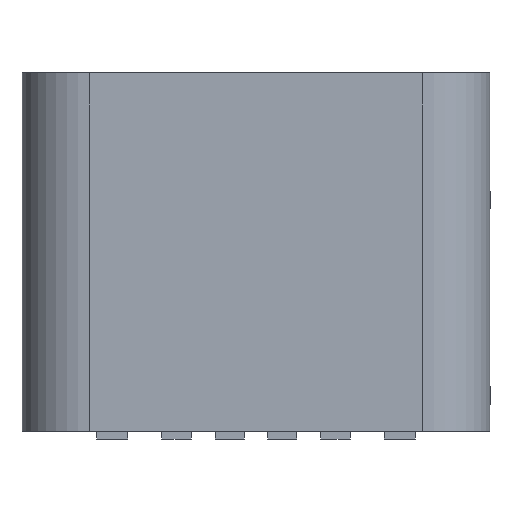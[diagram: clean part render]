
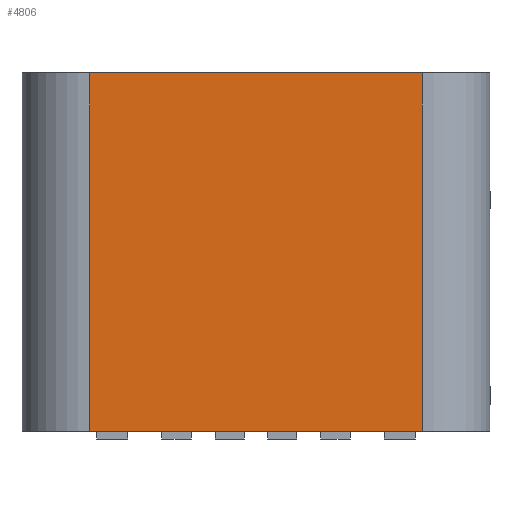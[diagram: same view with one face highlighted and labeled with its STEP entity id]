
A CAD part, front view. The second image highlights one B-rep face of the part: STEP entity #4806.
In plain terms, the highlighted planar face has unit normal (0, -1, 0).
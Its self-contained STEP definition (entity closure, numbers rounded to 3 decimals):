
#281 = DIRECTION ( 'NONE',  ( 0., 0., -1. ) ) ;
#347 = CARTESIAN_POINT ( 'NONE',  ( -3.175, -1.58, 0. ) ) ;
#447 = LINE ( 'NONE', #3888, #2632 ) ;
#547 = AXIS2_PLACEMENT_3D ( 'NONE', #711, #1942, #5289 ) ;
#711 = CARTESIAN_POINT ( 'NONE',  ( -4.475, -1.58, 0. ) ) ;
#767 = CARTESIAN_POINT ( 'NONE',  ( -3.175, -1.58, 0. ) ) ;
#963 = VECTOR ( 'NONE', #281, 1000. ) ;
#1051 = CARTESIAN_POINT ( 'NONE',  ( 3.175, -1.58, 0. ) ) ;
#1368 = ORIENTED_EDGE ( 'NONE', *, *, #2221, .T. ) ;
#1387 = LINE ( 'NONE', #4128, #963 ) ;
#1390 = EDGE_CURVE ( 'NONE', #2405, #2294, #1387, .T. ) ;
#1579 = VECTOR ( 'NONE', #6003, 1000. ) ;
#1826 = EDGE_LOOP ( 'NONE', ( #3324, #1368, #4899, #5770 ) ) ;
#1942 = DIRECTION ( 'NONE',  ( 0., -1., 0. ) ) ;
#2221 = EDGE_CURVE ( 'NONE', #3548, #6522, #2558, .T. ) ;
#2294 = VERTEX_POINT ( 'NONE', #5976 ) ;
#2405 = VERTEX_POINT ( 'NONE', #1051 ) ;
#2551 = PLANE ( 'NONE',  #547 ) ;
#2558 = LINE ( 'NONE', #347, #5013 ) ;
#2632 = VECTOR ( 'NONE', #5498, 1000. ) ;
#3324 = ORIENTED_EDGE ( 'NONE', *, *, #7220, .F. ) ;
#3548 = VERTEX_POINT ( 'NONE', #767 ) ;
#3888 = CARTESIAN_POINT ( 'NONE',  ( -3.175, -1.58, -6.85 ) ) ;
#3996 = EDGE_CURVE ( 'NONE', #6522, #2294, #447, .T. ) ;
#4128 = CARTESIAN_POINT ( 'NONE',  ( 3.175, -1.58, 0. ) ) ;
#4806 = ADVANCED_FACE ( 'NONE', ( #5818 ), #2551, .T. ) ;
#4899 = ORIENTED_EDGE ( 'NONE', *, *, #3996, .T. ) ;
#5013 = VECTOR ( 'NONE', #7059, 1000. ) ;
#5085 = CARTESIAN_POINT ( 'NONE',  ( -3.175, -1.58, -6.85 ) ) ;
#5289 = DIRECTION ( 'NONE',  ( 0., 0., -1. ) ) ;
#5498 = DIRECTION ( 'NONE',  ( 1., 0., 0. ) ) ;
#5770 = ORIENTED_EDGE ( 'NONE', *, *, #1390, .F. ) ;
#5818 = FACE_OUTER_BOUND ( 'NONE', #1826, .T. ) ;
#5976 = CARTESIAN_POINT ( 'NONE',  ( 3.175, -1.58, -6.85 ) ) ;
#6003 = DIRECTION ( 'NONE',  ( 1., 0., 0. ) ) ;
#6491 = LINE ( 'NONE', #7115, #1579 ) ;
#6522 = VERTEX_POINT ( 'NONE', #5085 ) ;
#7059 = DIRECTION ( 'NONE',  ( 0., 0., -1. ) ) ;
#7115 = CARTESIAN_POINT ( 'NONE',  ( -3.175, -1.58, 0. ) ) ;
#7220 = EDGE_CURVE ( 'NONE', #3548, #2405, #6491, .T. ) ;
